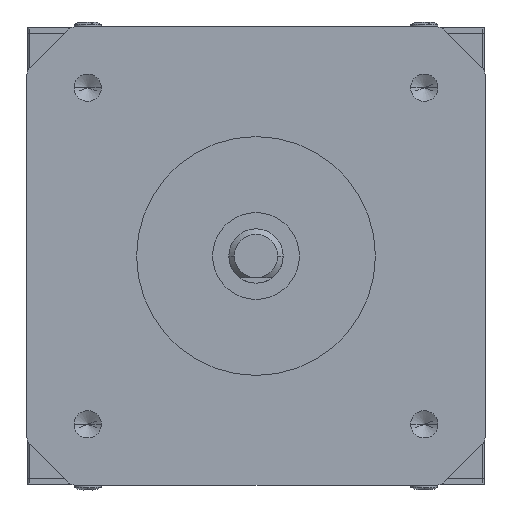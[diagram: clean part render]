
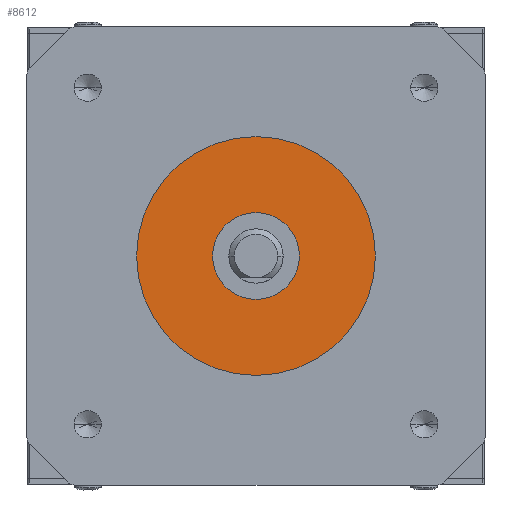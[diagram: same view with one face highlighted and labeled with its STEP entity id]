
A CAD part, front view. The second image highlights one B-rep face of the part: STEP entity #8612.
In plain terms, the highlighted face is planar.
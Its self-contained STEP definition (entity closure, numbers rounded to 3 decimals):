
#304 = AXIS2_PLACEMENT_3D ( 'NONE', #2827, #14819, #4552 ) ;
#372 = EDGE_CURVE ( 'NONE', #8532, #11621, #11901, .T. ) ;
#1014 = ORIENTED_EDGE ( 'NONE', *, *, #11122, .T. ) ;
#1381 = DIRECTION ( 'NONE',  ( -1., 0., 0. ) ) ;
#2802 = VERTEX_POINT ( 'NONE', #8531 ) ;
#2827 = CARTESIAN_POINT ( 'NONE',  ( 0., 0., -33. ) ) ;
#4552 = DIRECTION ( 'NONE',  ( -1., 0., 0. ) ) ;
#4738 = EDGE_CURVE ( 'NONE', #2802, #20375, #15497, .T. ) ;
#5869 = CARTESIAN_POINT ( 'NONE',  ( -4., 0., -33. ) ) ;
#6129 = FACE_BOUND ( 'NONE', #21341, .T. ) ;
#7189 = EDGE_CURVE ( 'NONE', #11621, #8532, #14055, .T. ) ;
#7303 = AXIS2_PLACEMENT_3D ( 'NONE', #7544, #19500, #9295 ) ;
#7459 = CARTESIAN_POINT ( 'NONE',  ( 0., 0., -33. ) ) ;
#7544 = CARTESIAN_POINT ( 'NONE',  ( 0., 0., -33. ) ) ;
#7547 = CARTESIAN_POINT ( 'NONE',  ( -11., 0., -33. ) ) ;
#7703 = EDGE_LOOP ( 'NONE', ( #12891, #1014 ) ) ;
#8531 = CARTESIAN_POINT ( 'NONE',  ( 11., 0., -33. ) ) ;
#8532 = VERTEX_POINT ( 'NONE', #5869 ) ;
#8612 = ADVANCED_FACE ( 'NONE', ( #11252, #6129 ), #16476, .T. ) ;
#8954 = CARTESIAN_POINT ( 'NONE',  ( 4., 0., -33. ) ) ;
#9215 = DIRECTION ( 'NONE',  ( -1., 0., 0. ) ) ;
#9295 = DIRECTION ( 'NONE',  ( -1., 0., 0. ) ) ;
#9656 = DIRECTION ( 'NONE',  ( 0., 0., -1. ) ) ;
#11114 = CARTESIAN_POINT ( 'NONE',  ( 0., 0., -33. ) ) ;
#11122 = EDGE_CURVE ( 'NONE', #20375, #2802, #16167, .T. ) ;
#11252 = FACE_OUTER_BOUND ( 'NONE', #7703, .T. ) ;
#11438 = DIRECTION ( 'NONE',  ( 0., 0., -1. ) ) ;
#11621 = VERTEX_POINT ( 'NONE', #8954 ) ;
#11901 = CIRCLE ( 'NONE', #14715, 4. ) ;
#12891 = ORIENTED_EDGE ( 'NONE', *, *, #4738, .T. ) ;
#13000 = AXIS2_PLACEMENT_3D ( 'NONE', #19873, #9656, #21598 ) ;
#14055 = CIRCLE ( 'NONE', #13000, 4. ) ;
#14715 = AXIS2_PLACEMENT_3D ( 'NONE', #11114, #11438, #1381 ) ;
#14819 = DIRECTION ( 'NONE',  ( 0., 0., -1. ) ) ;
#15497 = CIRCLE ( 'NONE', #7303, 11. ) ;
#16167 = CIRCLE ( 'NONE', #17872, 11. ) ;
#16476 = PLANE ( 'NONE',  #304 ) ;
#17872 = AXIS2_PLACEMENT_3D ( 'NONE', #7459, #19422, #9215 ) ;
#18637 = ORIENTED_EDGE ( 'NONE', *, *, #372, .F. ) ;
#19422 = DIRECTION ( 'NONE',  ( 0., 0., -1. ) ) ;
#19500 = DIRECTION ( 'NONE',  ( 0., 0., -1. ) ) ;
#19719 = ORIENTED_EDGE ( 'NONE', *, *, #7189, .F. ) ;
#19873 = CARTESIAN_POINT ( 'NONE',  ( 0., 0., -33. ) ) ;
#20375 = VERTEX_POINT ( 'NONE', #7547 ) ;
#21341 = EDGE_LOOP ( 'NONE', ( #19719, #18637 ) ) ;
#21598 = DIRECTION ( 'NONE',  ( -1., 0., 0. ) ) ;
